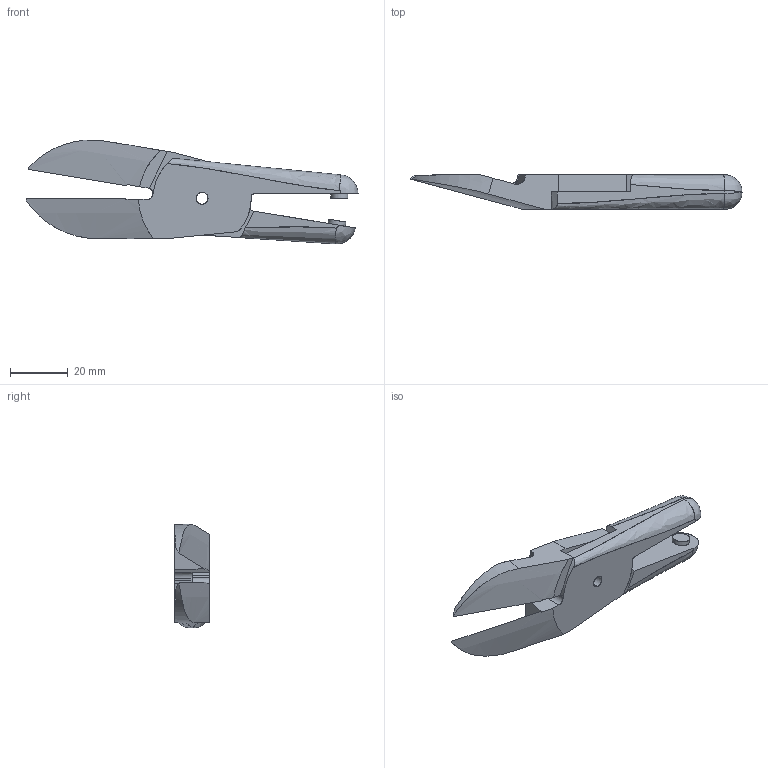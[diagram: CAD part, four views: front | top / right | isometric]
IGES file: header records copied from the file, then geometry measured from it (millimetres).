
Start section: SolidWorks IGES file using analytic representation for surfaces
Global section: file name: N10LAB152.IGS; native system: SolidWorks 2010; preprocessor: SolidWorks 2010; author: NP3-7; date: 191128.133753; units: millimetre
Bounding box: 115 x 12 x 35.98 mm (x, y, z)
Surface area: 10388.7 mm2 (no closed solid volume)
Topology: 0 solids, 0 shells, 80 faces, 1088 edges, 1088 vertices
Faces by surface type: bspline 48, revolution 32
